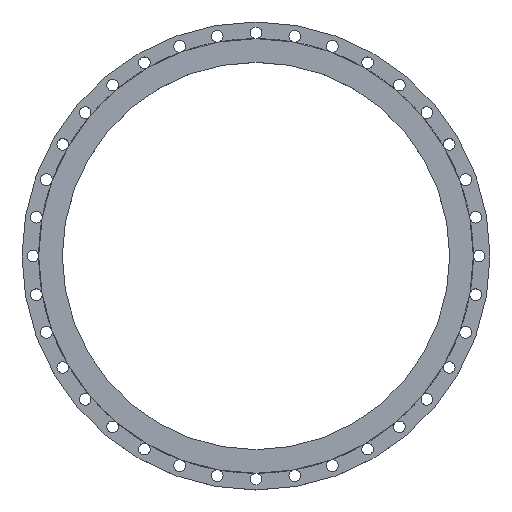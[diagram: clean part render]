
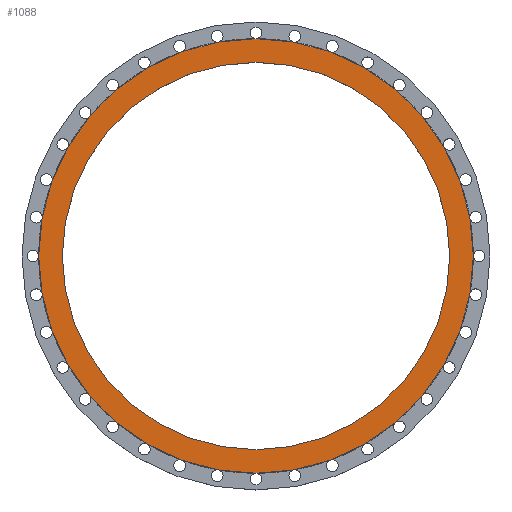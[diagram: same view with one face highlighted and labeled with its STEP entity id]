
A CAD part, top view. The second image highlights one B-rep face of the part: STEP entity #1088.
In plain terms, the highlighted planar face has unit normal (0, 0, 1).
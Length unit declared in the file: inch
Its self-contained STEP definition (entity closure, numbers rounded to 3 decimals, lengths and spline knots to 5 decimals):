
#251 = VERTEX_POINT ( 'NONE', #1003 ) ;
#426 = EDGE_LOOP ( 'NONE', ( #2905, #845 ) ) ;
#445 = DIRECTION ( 'NONE',  ( 0., 0., -1. ) ) ;
#520 = EDGE_CURVE ( 'NONE', #3008, #251, #2987, .T. ) ;
#524 = EDGE_CURVE ( 'NONE', #2124, #3046, #3062, .T. ) ;
#544 = ORIENTED_EDGE ( 'NONE', *, *, #2722, .T. ) ;
#632 = CIRCLE ( 'NONE', #1293, 18.6875 ) ;
#818 = DIRECTION ( 'NONE',  ( 0., 0., 1. ) ) ;
#828 = CARTESIAN_POINT ( 'NONE',  ( 16.65625, 0., 0. ) ) ;
#833 = CIRCLE ( 'NONE', #1664, 16.65625 ) ;
#845 = ORIENTED_EDGE ( 'NONE', *, *, #524, .F. ) ;
#890 = ORIENTED_EDGE ( 'NONE', *, *, #520, .T. ) ;
#948 = AXIS2_PLACEMENT_3D ( 'NONE', #3721, #3246, #1517 ) ;
#973 = DIRECTION ( 'NONE',  ( -1., 0., 0. ) ) ;
#990 = PLANE ( 'NONE',  #1553 ) ;
#1003 = CARTESIAN_POINT ( 'NONE',  ( -18.6875, 0., 0. ) ) ;
#1088 = ADVANCED_FACE ( 'NONE', ( #1315, #1515 ), #990, .F. ) ;
#1174 = CARTESIAN_POINT ( 'NONE',  ( 0., 0., 0. ) ) ;
#1293 = AXIS2_PLACEMENT_3D ( 'NONE', #3702, #3160, #3141 ) ;
#1315 = FACE_BOUND ( 'NONE', #426, .T. ) ;
#1515 = FACE_OUTER_BOUND ( 'NONE', #2975, .T. ) ;
#1517 = DIRECTION ( 'NONE',  ( 1., 0., 0. ) ) ;
#1553 = AXIS2_PLACEMENT_3D ( 'NONE', #2117, #445, #973 ) ;
#1664 = AXIS2_PLACEMENT_3D ( 'NONE', #1174, #2608, #1700 ) ;
#1700 = DIRECTION ( 'NONE',  ( 1., 0., 0. ) ) ;
#1708 = CARTESIAN_POINT ( 'NONE',  ( -16.65625, 0., 0. ) ) ;
#2048 = DIRECTION ( 'NONE',  ( 1., 0., 0. ) ) ;
#2117 = CARTESIAN_POINT ( 'NONE',  ( 0., 16.65625, 0. ) ) ;
#2124 = VERTEX_POINT ( 'NONE', #1708 ) ;
#2608 = DIRECTION ( 'NONE',  ( 0., 0., 1. ) ) ;
#2722 = EDGE_CURVE ( 'NONE', #251, #3008, #632, .T. ) ;
#2877 = AXIS2_PLACEMENT_3D ( 'NONE', #3507, #818, #2048 ) ;
#2905 = ORIENTED_EDGE ( 'NONE', *, *, #3598, .F. ) ;
#2975 = EDGE_LOOP ( 'NONE', ( #890, #544 ) ) ;
#2987 = CIRCLE ( 'NONE', #948, 18.6875 ) ;
#2991 = CARTESIAN_POINT ( 'NONE',  ( 18.6875, 0., 0. ) ) ;
#3008 = VERTEX_POINT ( 'NONE', #2991 ) ;
#3046 = VERTEX_POINT ( 'NONE', #828 ) ;
#3062 = CIRCLE ( 'NONE', #2877, 16.65625 ) ;
#3141 = DIRECTION ( 'NONE',  ( 1., 0., 0. ) ) ;
#3160 = DIRECTION ( 'NONE',  ( 0., 0., 1. ) ) ;
#3246 = DIRECTION ( 'NONE',  ( 0., 0., 1. ) ) ;
#3507 = CARTESIAN_POINT ( 'NONE',  ( 0., 0., 0. ) ) ;
#3598 = EDGE_CURVE ( 'NONE', #3046, #2124, #833, .T. ) ;
#3702 = CARTESIAN_POINT ( 'NONE',  ( 0., 0., 0. ) ) ;
#3721 = CARTESIAN_POINT ( 'NONE',  ( 0., 0., 0. ) ) ;
